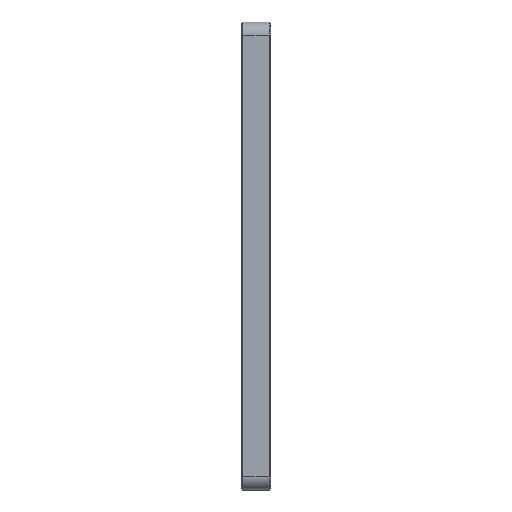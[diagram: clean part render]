
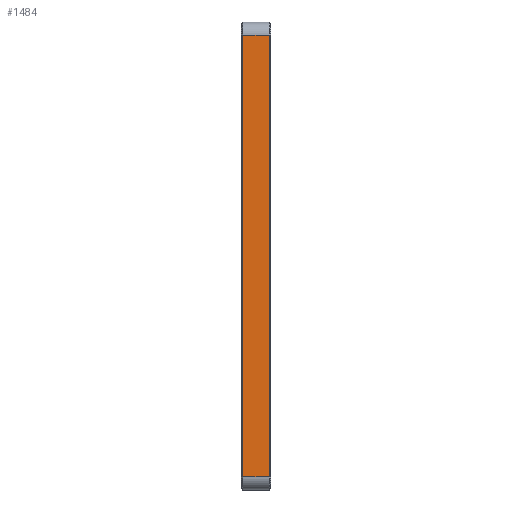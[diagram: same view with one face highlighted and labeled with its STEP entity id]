
A CAD part, left-side view. The second image highlights one B-rep face of the part: STEP entity #1484.
In plain terms, the highlighted planar face has unit normal (-1, 0, 0).
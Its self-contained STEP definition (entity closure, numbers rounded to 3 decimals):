
#72 = ORIENTED_EDGE ( 'NONE', *, *, #534, .T. ) ;
#74 = CARTESIAN_POINT ( 'NONE',  ( -62.5, 0.5, -59. ) ) ;
#279 = CARTESIAN_POINT ( 'NONE',  ( -62.5, 8., -59. ) ) ;
#303 = VECTOR ( 'NONE', #1789, 1000. ) ;
#308 = VERTEX_POINT ( 'NONE', #1498 ) ;
#440 = CARTESIAN_POINT ( 'NONE',  ( -62.5, 7.5, -59. ) ) ;
#448 = ORIENTED_EDGE ( 'NONE', *, *, #2557, .T. ) ;
#462 = DIRECTION ( 'NONE',  ( 1., 0., 0. ) ) ;
#534 = EDGE_CURVE ( 'NONE', #308, #2822, #2278, .T. ) ;
#629 = ORIENTED_EDGE ( 'NONE', *, *, #1156, .T. ) ;
#672 = DIRECTION ( 'NONE',  ( 0., 0., -1. ) ) ;
#881 = VECTOR ( 'NONE', #1142, 1000. ) ;
#899 = ORIENTED_EDGE ( 'NONE', *, *, #2964, .T. ) ;
#1142 = DIRECTION ( 'NONE',  ( 0., -1., 0. ) ) ;
#1156 = EDGE_CURVE ( 'NONE', #1726, #308, #2760, .T. ) ;
#1192 = VECTOR ( 'NONE', #1922, 1000. ) ;
#1484 = ADVANCED_FACE ( 'NONE', ( #2372 ), #2673, .F. ) ;
#1498 = CARTESIAN_POINT ( 'NONE',  ( -62.5, 0.5, 59. ) ) ;
#1546 = AXIS2_PLACEMENT_3D ( 'NONE', #1945, #462, #1756 ) ;
#1583 = CARTESIAN_POINT ( 'NONE',  ( -62.5, 0.5, 59. ) ) ;
#1678 = CARTESIAN_POINT ( 'NONE',  ( -62.5, 7.5, 59. ) ) ;
#1726 = VERTEX_POINT ( 'NONE', #74 ) ;
#1756 = DIRECTION ( 'NONE',  ( 0., 0., -1. ) ) ;
#1789 = DIRECTION ( 'NONE',  ( 0., 0., 1. ) ) ;
#1922 = DIRECTION ( 'NONE',  ( 0., 1., 0. ) ) ;
#1945 = CARTESIAN_POINT ( 'NONE',  ( -62.5, 8., 62.5 ) ) ;
#2152 = CARTESIAN_POINT ( 'NONE',  ( -62.5, 8., 59. ) ) ;
#2221 = VERTEX_POINT ( 'NONE', #440 ) ;
#2278 = LINE ( 'NONE', #2152, #1192 ) ;
#2321 = VECTOR ( 'NONE', #672, 1000. ) ;
#2372 = FACE_OUTER_BOUND ( 'NONE', #2996, .T. ) ;
#2393 = CARTESIAN_POINT ( 'NONE',  ( -62.5, 7.5, 62.5 ) ) ;
#2557 = EDGE_CURVE ( 'NONE', #2822, #2221, #3055, .T. ) ;
#2673 = PLANE ( 'NONE',  #1546 ) ;
#2760 = LINE ( 'NONE', #1583, #303 ) ;
#2822 = VERTEX_POINT ( 'NONE', #1678 ) ;
#2964 = EDGE_CURVE ( 'NONE', #2221, #1726, #3014, .T. ) ;
#2996 = EDGE_LOOP ( 'NONE', ( #899, #629, #72, #448 ) ) ;
#3014 = LINE ( 'NONE', #279, #881 ) ;
#3055 = LINE ( 'NONE', #2393, #2321 ) ;
